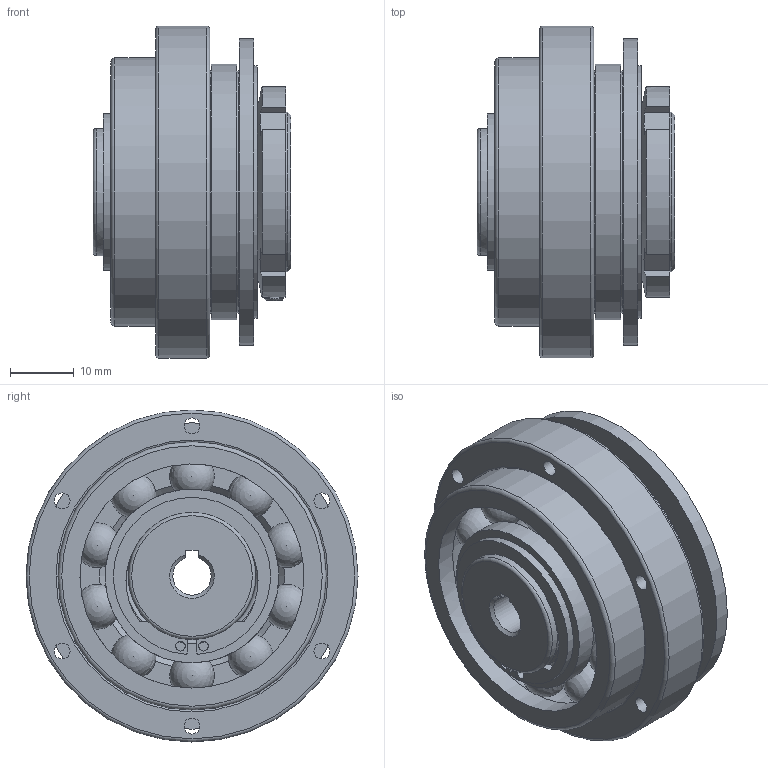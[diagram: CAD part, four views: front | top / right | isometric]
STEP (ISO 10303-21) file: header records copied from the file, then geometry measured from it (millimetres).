
FILE_DESCRIPTION( ( 'Unknown' ), '1' );
FILE_NAME( 'SKW 6.stp', 'Unknown', ( 'Unknown' ), ( 'Unknown' ), 'PSStep 10.1', 'Unknown', ' ' );
FILE_SCHEMA( ( 'AUTOMOTIVE_DESIGN { 1 0 10303 214 1 1 1 1 }' ) );
Length unit declared in the file: millimetre
Products named in the file (1): 27920750
Bounding box: 31 x 52 x 52 mm (x, y, z)
Volume: 37004.5 mm3; surface area: 17105.6 mm2
Topology: 1 solids, 4 shells, 159 faces, 478 edges, 313 vertices
Faces by surface type: plane 64, cylinder 45, torus 33, sphere 10, cone 7
Full cylindrical faces by diameter (mm): 1.5 x2, 2.5 x8, 3 x1, 19 x1, 19.9 x1, 20 x2, 25 x3, 25.2 x1, 27.2 x2, 35.1 x2, 37.9 x2, 39.6 x1, 40 x1, 42 x2, 48 x1, 52 x1
Entity records: 6970 total; most frequent: CARTESIAN_POINT 1927, DIRECTION 768, ORIENTED_EDGE 730, EDGE_CURVE 365, AXIS2_PLACEMENT_3D 335, VERTEX_POINT 260, EDGE_LOOP 252, FACE_OUTER_BOUND 193
